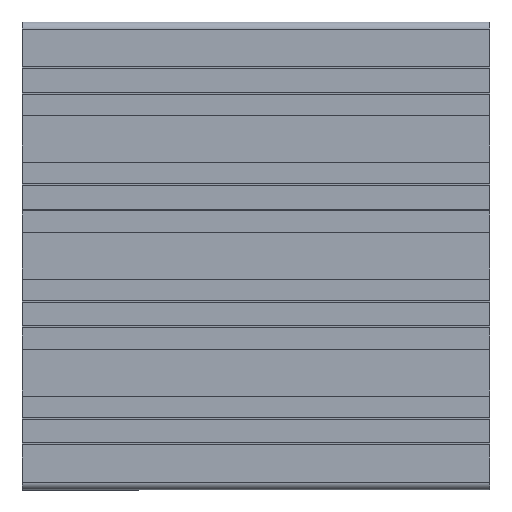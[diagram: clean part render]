
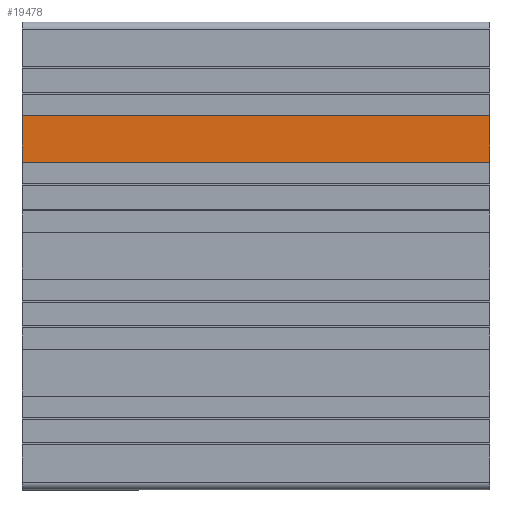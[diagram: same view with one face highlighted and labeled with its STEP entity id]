
A CAD part, top view. The second image highlights one B-rep face of the part: STEP entity #19478.
In plain terms, the highlighted planar face has unit normal (0, 0, 1).
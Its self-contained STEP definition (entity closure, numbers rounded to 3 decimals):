
#2041 = EDGE_CURVE ( 'NONE', #8488, #9737, #12539, .T. ) ;
#2056 = EDGE_CURVE ( 'NONE', #9737, #9323, #12542, .T. ) ;
#2063 = EDGE_CURVE ( 'NONE', #9324, #8488, #12583, .T. ) ;
#2102 = EDGE_CURVE ( 'NONE', #9324, #9323, #12655, .T. ) ;
#3925 = ORIENTED_EDGE ( 'NONE', *, *, #2041, .F. ) ;
#4559 = ORIENTED_EDGE ( 'NONE', *, *, #2102, .T. ) ;
#4561 = ORIENTED_EDGE ( 'NONE', *, *, #2056, .F. ) ;
#4809 = ORIENTED_EDGE ( 'NONE', *, *, #2063, .F. ) ;
#4964 = EDGE_LOOP ( 'NONE', ( #4809, #4559, #4561, #3925 ) ) ;
#8488 = VERTEX_POINT ( 'NONE', #14225 ) ;
#9323 = VERTEX_POINT ( 'NONE', #14508 ) ;
#9324 = VERTEX_POINT ( 'NONE', #14509 ) ;
#9737 = VERTEX_POINT ( 'NONE', #14687 ) ;
#11495 = CARTESIAN_POINT ( 'NONE',  ( -423.607, 60., 49. ) ) ;
#11496 = DIRECTION ( 'NONE',  ( 1., 0., 0. ) ) ;
#11521 = CARTESIAN_POINT ( 'NONE',  ( 0., 60., 49. ) ) ;
#11526 = DIRECTION ( 'NONE',  ( 0., -1., 0. ) ) ;
#11539 = CARTESIAN_POINT ( 'NONE',  ( -200., 60., 49. ) ) ;
#11540 = DIRECTION ( 'NONE',  ( 0., 1., 0. ) ) ;
#11622 = CARTESIAN_POINT ( 'NONE',  ( -423.607, 40., 49. ) ) ;
#11623 = DIRECTION ( 'NONE',  ( 1., 0., 0. ) ) ;
#12539 = LINE ( 'NONE', #11495, #12540 ) ;
#12540 = VECTOR ( 'NONE', #11496, 1000. ) ;
#12542 = LINE ( 'NONE', #11521, #12569 ) ;
#12569 = VECTOR ( 'NONE', #11526, 1000. ) ;
#12583 = LINE ( 'NONE', #11539, #12584 ) ;
#12584 = VECTOR ( 'NONE', #11540, 1000. ) ;
#12655 = LINE ( 'NONE', #11622, #12656 ) ;
#12656 = VECTOR ( 'NONE', #11623, 1000. ) ;
#14225 = CARTESIAN_POINT ( 'NONE',  ( -200., 60., 49. ) ) ;
#14508 = CARTESIAN_POINT ( 'NONE',  ( 0., 40., 49. ) ) ;
#14509 = CARTESIAN_POINT ( 'NONE',  ( -200., 40., 49. ) ) ;
#14687 = CARTESIAN_POINT ( 'NONE',  ( 0., 60., 49. ) ) ;
#15715 = FACE_OUTER_BOUND ( 'NONE', #4964, .T. ) ;
#16290 = AXIS2_PLACEMENT_3D ( 'NONE', #18358, #18364, #18365 ) ;
#18355 = PLANE ( 'NONE',  #16290 ) ;
#18358 = CARTESIAN_POINT ( 'NONE',  ( -423.607, 60., 49. ) ) ;
#18364 = DIRECTION ( 'NONE',  ( 0., 0., 1. ) ) ;
#18365 = DIRECTION ( 'NONE',  ( 0., -1., 0. ) ) ;
#19478 = ADVANCED_FACE ( 'NONE', ( #15715 ), #18355, .T. ) ;
